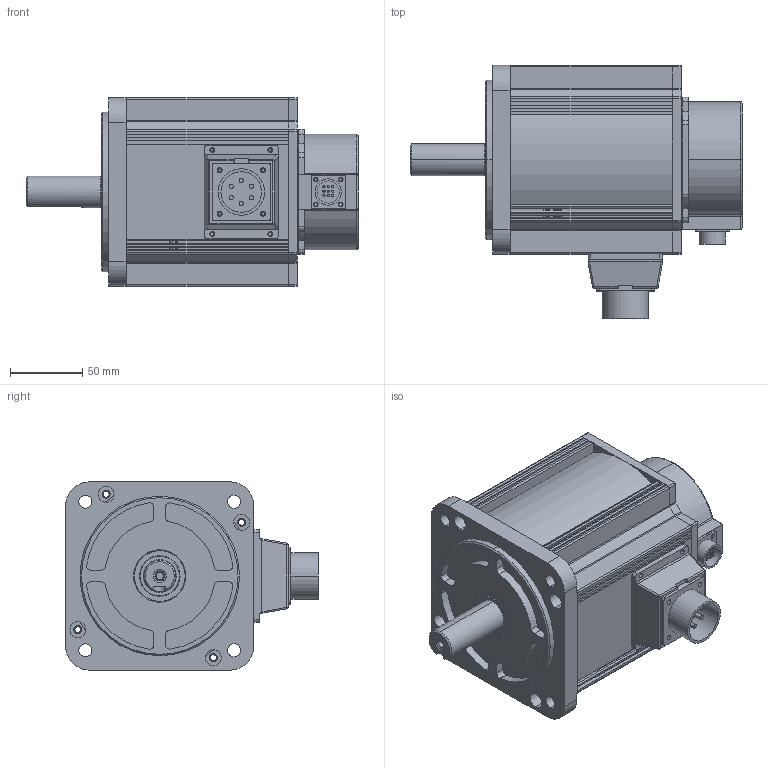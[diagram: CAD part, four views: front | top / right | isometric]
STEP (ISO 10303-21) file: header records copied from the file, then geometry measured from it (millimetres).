
FILE_DESCRIPTION (( 'STEP AP214' ), '1' );
FILE_NAME ('MS6H-130-05415嫖晤惕掅蚾饜极-3D.STEP', '2020-04-30T00:25:42', ( '' ), ( '' ), 'SwSTEP 2.0', 'SolidWorks 2016', '' );
FILE_SCHEMA (( 'AUTOMOTIVE_DESIGN' ));
Length unit declared in the file: millimetre
Products named in the file (1): MS6H-130-05415嫖晤惕掅蚾饜极-3D
Bounding box: 229 x 174.5 x 130 mm (x, y, z)
Surface area: 180859.5 mm2 (no closed solid volume)
Topology: 0 solids, 73 shells, 1442 faces, 4854 edges, 3469 vertices
Faces by surface type: cylinder 794, plane 622, cone 12, torus 9, sphere 4, bspline 1
Entity records: 69425 total; most frequent: CARTESIAN_POINT 10422, DIRECTION 9689, ORIENTED_EDGE 7765, EDGE_CURVE 4854, VERTEX_POINT 3469, AXIS2_PLACEMENT_3D 3412, VECTOR 2865, LINE 2865
